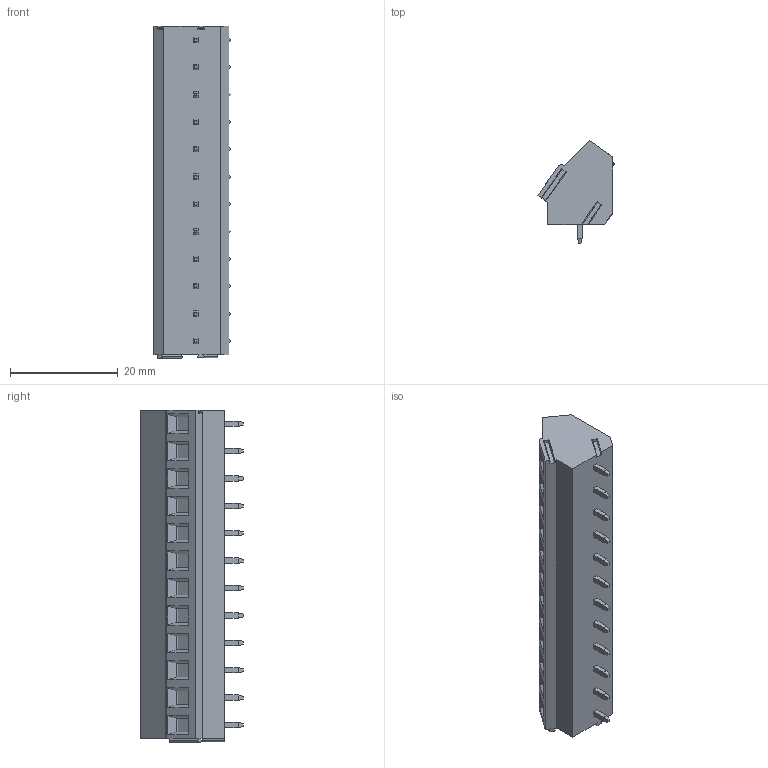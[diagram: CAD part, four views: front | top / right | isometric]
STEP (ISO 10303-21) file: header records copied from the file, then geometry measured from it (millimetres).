
FILE_DESCRIPTION((''),'2;1');
FILE_NAME('TL307','2024-12-14T',('yanfa'),(''),'PRO/ENGINEER BY PARAMETRIC TECHNOLOGY CORPORATION, 2009280','PRO/ENGINEER BY PARAMETRIC TECHNOLOGY CORPORATION, 2009280','');
FILE_SCHEMA(('AUTOMOTIVE_DESIGN_CC2 { 1 2 10303 214 -1 1 5 2 }'));
Length unit declared in the file: millimetre
Products named in the file (1): TL307
Bounding box: 14.11 x 19.03 x 61.56 mm (x, y, z)
Volume: 9039.1 mm3; surface area: 4061.2 mm2
Topology: 1 solids, 1 shells, 519 faces, 1239 edges, 770 vertices
Faces by surface type: plane 326, cylinder 109, cone 48, torus 24, sphere 12
Entity records: 14963 total; most frequent: CARTESIAN_POINT 2801, DIRECTION 2531, ORIENTED_EDGE 2478, EDGE_CURVE 1239, VECTOR 877, LINE 877, AXIS2_PLACEMENT_3D 827, VERTEX_POINT 770
